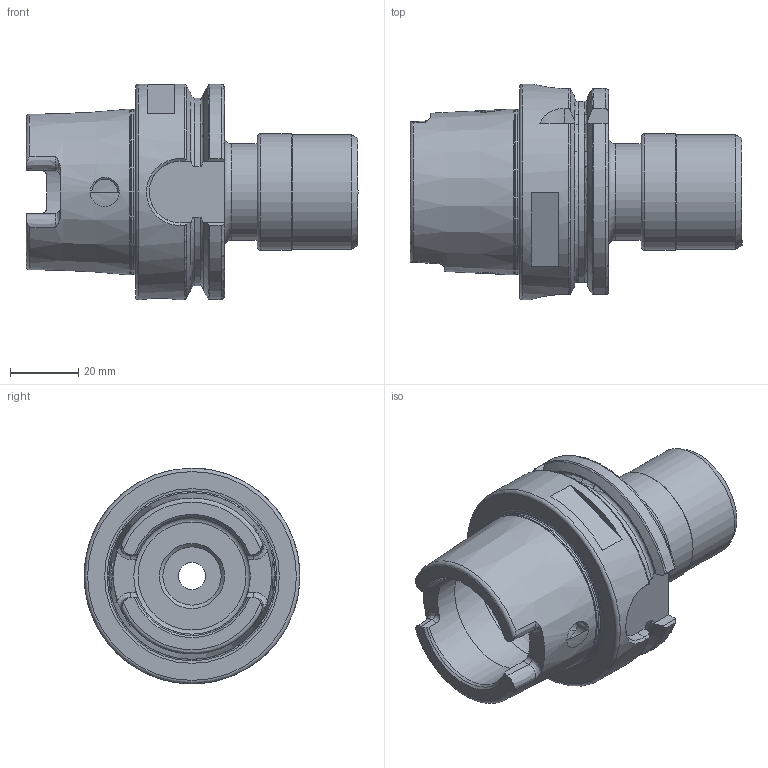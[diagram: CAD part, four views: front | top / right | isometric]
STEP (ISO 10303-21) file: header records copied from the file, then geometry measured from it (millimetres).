
FILE_DESCRIPTION(/* description */ (''),/* implementation_level */ '2;1');
FILE_NAME(/* name */ 'HSK063A-RT1-065.stp',/* time_stamp */ '2019-08-02T09:26:54-05:00',/* author */ ('ldfli'),/* organization */ (''),/* preprocessor_version */ 'ST-DEVELOPER v18',/* originating_system */ 'Autodesk Inventor LT',/* authorisation */ '');
FILE_SCHEMA (('AUTOMOTIVE_DESIGN { 1 0 10303 214 3 1 1 }'));
Length unit declared in the file: millimetre
Products named in the file (1): HSK063A-RT1-065
Bounding box: 97 x 63 x 63 mm (x, y, z)
Volume: 102806.7 mm3; surface area: 31477 mm2
Topology: 1 solids, 1 shells, 161 faces, 471 edges, 323 vertices
Faces by surface type: plane 58, cylinder 34, cone 28, torus 28, bspline 13
Full cylindrical faces by diameter (mm): 7.5 x2, 8 x1, 10 x1, 14 x1, 17 x1, 19 x2, 19.4 x1, 24.6 x1, 25 x2, 28 x1, 28.199 x1, 28.9 x1, 33.5 x1, 34 x3, 40 x1, 48.241 x1, 63 x1
Entity records: 6957 total; most frequent: CARTESIAN_POINT 2723, ORIENTED_EDGE 946, DIRECTION 835, EDGE_CURVE 473, AXIS2_PLACEMENT_3D 351, VERTEX_POINT 325, CIRCLE 203, EDGE_LOOP 176
